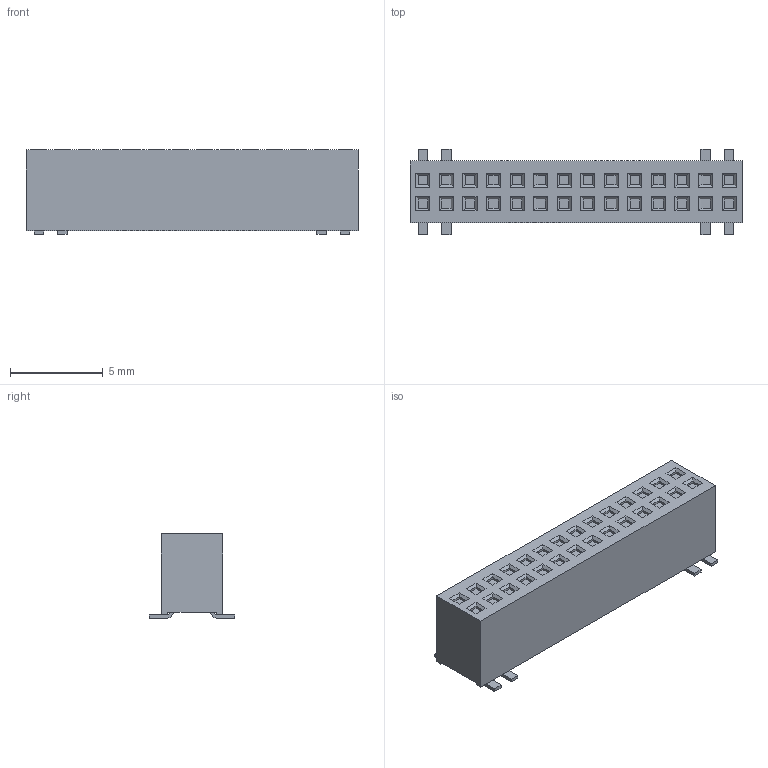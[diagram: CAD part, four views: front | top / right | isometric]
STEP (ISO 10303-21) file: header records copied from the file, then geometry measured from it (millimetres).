
FILE_DESCRIPTION(/* description */ (''),/* implementation_level */ '2;1');
FILE_NAME(/* name */ 'SAMTEC_FLE-114-01-G-DV.stp',/* time_stamp */ '2016-03-07T11:56:30+01:00',/* author */ ('riccim'),/* organization */ (''),/* preprocessor_version */ 'ST-DEVELOPER v15.5',/* originating_system */ 'AutoCAD Mechanical',/* authorisation */ '');
FILE_SCHEMA (('AUTOMOTIVE_DESIGN { 1 0 10303 214 3 1 1 }'));
Length unit declared in the file: millimetre
Products named in the file (1): Product
Bounding box: 17.89 x 4.6 x 4.55 mm (x, y, z)
Volume: 252.7 mm3; surface area: 339.9 mm2
Topology: 9 solids, 9 shells, 342 faces, 776 edges, 480 vertices
Faces by surface type: plane 326, cylinder 16
Entity records: 9287 total; most frequent: CARTESIAN_POINT 1599, ORIENTED_EDGE 1552, DIRECTION 1494, EDGE_CURVE 776, LINE 744, VECTOR 744, VERTEX_POINT 480, AXIS2_PLACEMENT_3D 375
